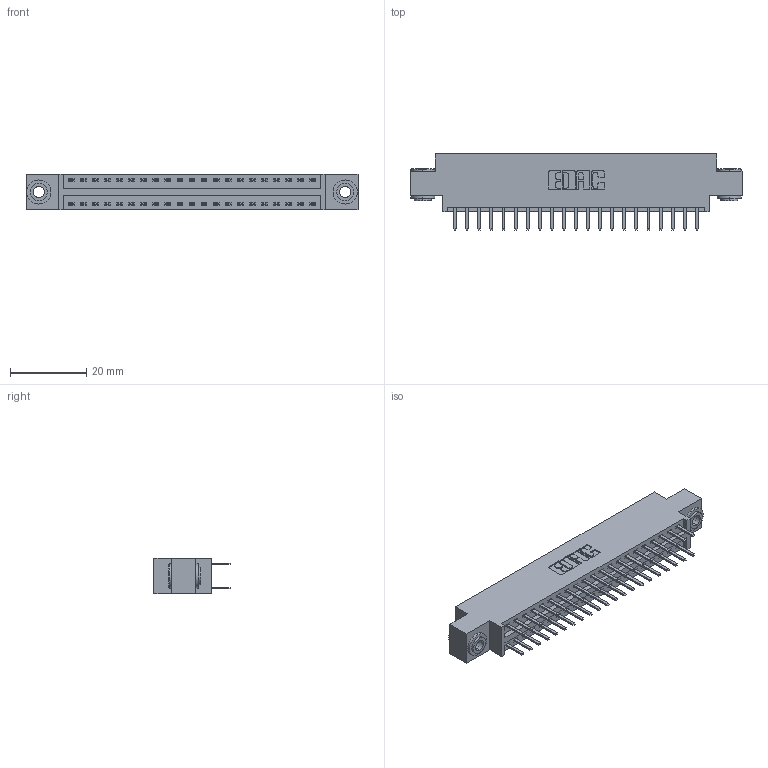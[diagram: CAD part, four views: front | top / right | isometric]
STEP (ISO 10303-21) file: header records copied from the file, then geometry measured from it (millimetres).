
FILE_DESCRIPTION (( 'STEP AP203' ), '1' );
FILE_NAME ('346-042-520-803.STEP', '2022-05-20T03:41:37', ( '' ), ( '' ), 'SwSTEP 2.0', 'SolidWorks 2020', '' );
FILE_SCHEMA (( 'CONFIG_CONTROL_DESIGN' ));
Length unit declared in the file: inch
Products named in the file (4): 346 Part_0.170 Offset - 0.156 Dia-TH; 345-250-002_345-250-002-102; 346-042-520-803; 345-292-001_345-293-120
Assembly tree (45 placements, depth 2):
  346-042-520-803
    346 Part_0.170 Offset - 0.156 Dia-TH
    345-292-001_345-293-120  x42
    345-250-002_345-250-002-102  x2
Bounding box: 87.25 x 20.02 x 9.4 mm (x, y, z)
Volume: 8173 mm3; surface area: 11289.3 mm2
Topology: 45 solids, 45 shells, 2530 faces, 7299 edges, 4750 vertices
Faces by surface type: plane 1658, cylinder 864, cone 8
Entity records: 17844 total; most frequent: CARTESIAN_POINT 2965, ORIENTED_EDGE 2878, DIRECTION 2681, EDGE_CURVE 1439, VECTOR 1195, LINE 1195, VERTEX_POINT 954, AXIS2_PLACEMENT_3D 743
